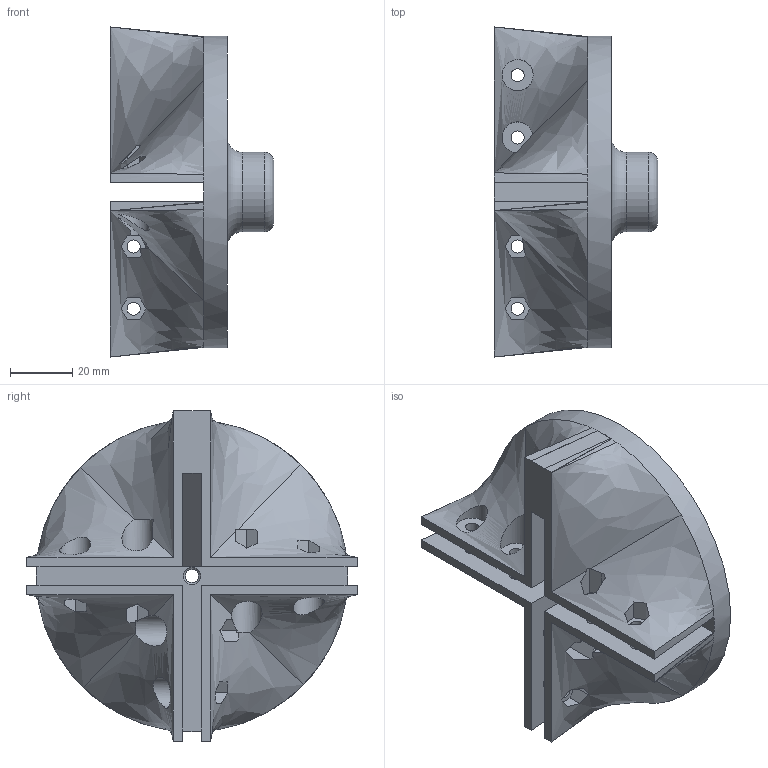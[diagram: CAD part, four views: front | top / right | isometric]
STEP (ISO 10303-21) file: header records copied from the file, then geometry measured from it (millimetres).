
FILE_DESCRIPTION(/* description */ (''),/* implementation_level */ '2;1');
FILE_NAME(/* name */ 'опорка под ведро.stp',/* time_stamp */ '2023-04-24T17:24:16+03:00',/* author */ ('Petr'),/* organization */ (''),/* preprocessor_version */ 'ST-DEVELOPER v18.1',/* originating_system */ 'Autodesk Inventor 2022',/* authorisation */ '');
FILE_SCHEMA (('AUTOMOTIVE_DESIGN { 1 0 10303 214 3 1 1 }'));
Length unit declared in the file: millimetre
Products named in the file (1): опорка под ведро
Bounding box: 52.5 x 106 x 106 mm (x, y, z)
Volume: 186906.2 mm3; surface area: 36848.5 mm2
Topology: 1 solids, 1 shells, 123 faces, 336 edges, 222 vertices
Faces by surface type: plane 71, bspline 25, cylinder 23, torus 4
Full cylindrical faces by diameter (mm): 4.2 x13, 5.5 x2, 10 x6, 25.5 x1, 100 x1
Entity records: 5033 total; most frequent: CARTESIAN_POINT 1818, ORIENTED_EDGE 672, DIRECTION 558, EDGE_CURVE 336, VERTEX_POINT 222, AXIS2_PLACEMENT_3D 201, LINE 156, VECTOR 156
